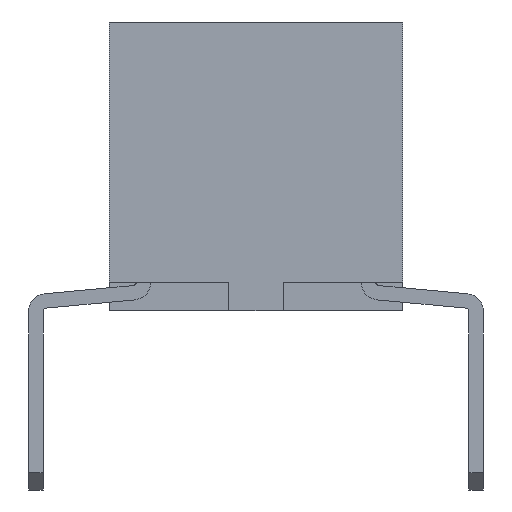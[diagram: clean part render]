
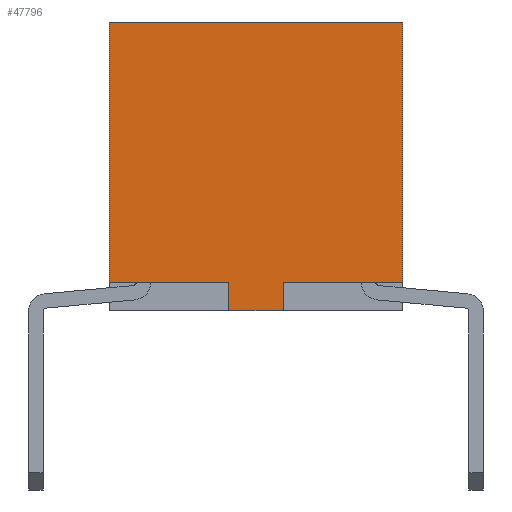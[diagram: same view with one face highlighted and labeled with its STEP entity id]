
A CAD part, front view. The second image highlights one B-rep face of the part: STEP entity #47796.
In plain terms, the highlighted face is planar.
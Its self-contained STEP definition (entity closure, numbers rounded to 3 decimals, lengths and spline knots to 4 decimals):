
#12165=ORIENTED_EDGE('',*,*,#17584,.F.);
#12166=ORIENTED_EDGE('',*,*,#17583,.T.);
#12167=ORIENTED_EDGE('',*,*,#12675,.T.);
#12168=ORIENTED_EDGE('',*,*,#17585,.F.);
#12169=ORIENTED_EDGE('',*,*,#17586,.F.);
#12170=ORIENTED_EDGE('',*,*,#17587,.F.);
#12171=ORIENTED_EDGE('',*,*,#13070,.T.);
#12172=ORIENTED_EDGE('',*,*,#17550,.T.);
#12675=EDGE_CURVE('',#17758,#17757,#21012,.T.);
#13070=EDGE_CURVE('',#18012,#18011,#21272,.T.);
#17550=EDGE_CURVE('',#18011,#20868,#24456,.T.);
#17583=EDGE_CURVE('',#20884,#17758,#24489,.T.);
#17584=EDGE_CURVE('',#20884,#20868,#24490,.T.);
#17585=EDGE_CURVE('',#20885,#17757,#24491,.T.);
#17586=EDGE_CURVE('',#20886,#20885,#24492,.T.);
#17587=EDGE_CURVE('',#18012,#20886,#24493,.T.);
#17757=VERTEX_POINT('',#61047);
#17758=VERTEX_POINT('',#61049);
#18011=VERTEX_POINT('',#61920);
#18012=VERTEX_POINT('',#61922);
#20868=VERTEX_POINT('',#71664);
#20884=VERTEX_POINT('',#71728);
#20885=VERTEX_POINT('',#71733);
#20886=VERTEX_POINT('',#71735);
#21012=LINE('',#61048,#24654);
#21272=LINE('',#61921,#24914);
#24456=LINE('',#71665,#28098);
#24489=LINE('',#71729,#28131);
#24490=LINE('',#71731,#28132);
#24491=LINE('',#71732,#28133);
#24492=LINE('',#71734,#28134);
#24493=LINE('',#71736,#28135);
#24654=VECTOR('',#51213,1000.);
#24914=VECTOR('',#51975,1000.);
#28098=VECTOR('',#60505,1000.);
#28131=VECTOR('',#60568,1000.);
#28132=VECTOR('',#60571,1000.);
#28133=VECTOR('',#60572,1000.);
#28134=VECTOR('',#60573,1000.);
#28135=VECTOR('',#60574,1000.);
#30065=EDGE_LOOP('',(#12165,#12166,#12167,#12168,#12169,#12170,#12171,#12172));
#31985=FACE_BOUND('',#30065,.T.);
#33137=PLANE('',#50867);
#47796=ADVANCED_FACE('',(#31985),#33137,.F.);
#50867=AXIS2_PLACEMENT_3D('',#71730,#60569,#60570);
#51213=DIRECTION('',(0.,-1.,0.));
#51975=DIRECTION('',(0.,-1.,0.));
#60505=DIRECTION('',(0.,0.,-1.));
#60568=DIRECTION('',(0.,0.,1.));
#60569=DIRECTION('',(1.,0.,0.));
#60570=DIRECTION('',(0.,0.,-1.));
#60571=DIRECTION('',(0.,1.,0.));
#60572=DIRECTION('',(0.,0.,-1.));
#60573=DIRECTION('',(0.,-1.,0.));
#60574=DIRECTION('',(0.,0.,1.));
#61047=CARTESIAN_POINT('',(-14.27,-2.54,-2.));
#61048=CARTESIAN_POINT('',(-14.27,0.,-2.));
#61049=CARTESIAN_POINT('',(-14.27,-0.47,-2.));
#61920=CARTESIAN_POINT('',(-14.27,0.47,-2.));
#61921=CARTESIAN_POINT('',(-14.27,0.,-2.));
#61922=CARTESIAN_POINT('',(-14.27,2.54,-2.));
#71664=CARTESIAN_POINT('',(-14.27,0.47,-2.5));
#71665=CARTESIAN_POINT('',(-14.27,0.47,0.));
#71728=CARTESIAN_POINT('',(-14.27,-0.47,-2.5));
#71729=CARTESIAN_POINT('',(-14.27,-0.47,0.));
#71730=CARTESIAN_POINT('',(-14.27,0.,0.));
#71731=CARTESIAN_POINT('',(-14.27,-2.54,-2.5));
#71732=CARTESIAN_POINT('',(-14.27,-2.54,2.5));
#71733=CARTESIAN_POINT('',(-14.27,-2.54,2.5));
#71734=CARTESIAN_POINT('',(-14.27,2.54,2.5));
#71735=CARTESIAN_POINT('',(-14.27,2.54,2.5));
#71736=CARTESIAN_POINT('',(-14.27,2.54,-2.5));
